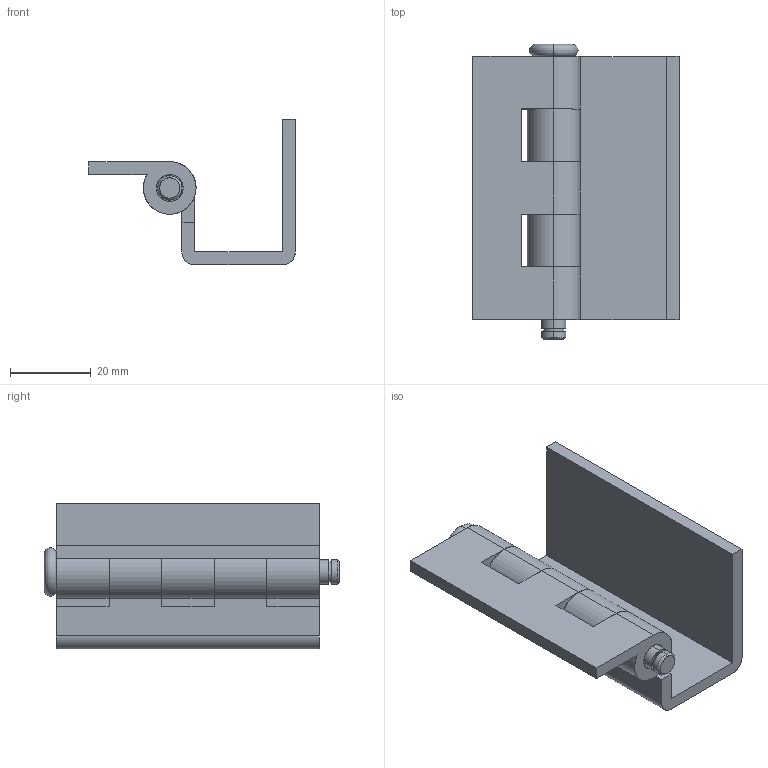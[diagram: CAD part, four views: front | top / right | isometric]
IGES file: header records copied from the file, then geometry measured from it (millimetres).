
Start section: SolidWorks IGES file using analytic representation for surfaces
Global section: file name: B-566.IGS,15; native system: HSolidWorks 2007; preprocessor: SolidWorks 2007; author: 8sw; date: 090313.104321; units: millimetre
Bounding box: 51 x 73 x 36 mm (x, y, z)
Surface area: 18348.6 mm2 (no closed solid volume)
Topology: 0 solids, 0 shells, 66 faces, 1186 edges, 1186 vertices
Faces by surface type: bspline 34, revolution 32
